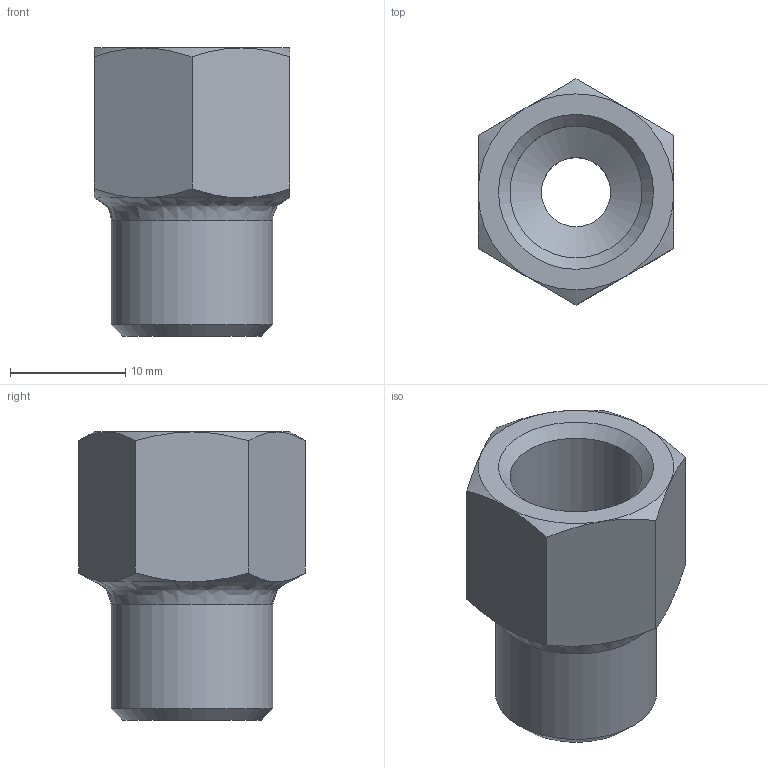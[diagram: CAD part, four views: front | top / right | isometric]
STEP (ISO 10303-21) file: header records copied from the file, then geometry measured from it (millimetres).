
FILE_DESCRIPTION((''),'2;1');
FILE_NAME('Reduzierstueck G1_4 auf M14x1.5 A260011529.stp','2006-04-26T13:41:30',('ScheitB'),(''),'Autodesk Inventor 10','Autodesk Inventor 10','');
FILE_SCHEMA(('AUTOMOTIVE_DESIGN { 1 0 10303 214 1 1 1 1 }'));
Length unit declared in the file: millimetre
Products named in the file (1): anrds03b_A528
Bounding box: 17 x 19.63 x 25 mm (x, y, z)
Volume: 3540.5 mm3; surface area: 2265.9 mm2
Topology: 1 solids, 1 shells, 27 faces, 57 edges, 32 vertices
Faces by surface type: cone 14, plane 8, bspline 3, cylinder 2
Full cylindrical faces by diameter (mm): 6 x1, 14 x1
Entity records: 741 total; most frequent: CARTESIAN_POINT 236, ORIENTED_EDGE 100, DIRECTION 96, EDGE_CURVE 50, AXIS2_PLACEMENT_3D 45, EDGE_LOOP 36, VERTEX_POINT 32, FACE_OUTER_BOUND 27
